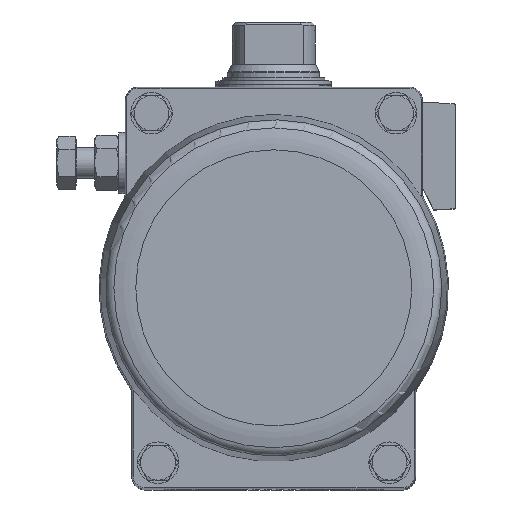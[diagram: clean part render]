
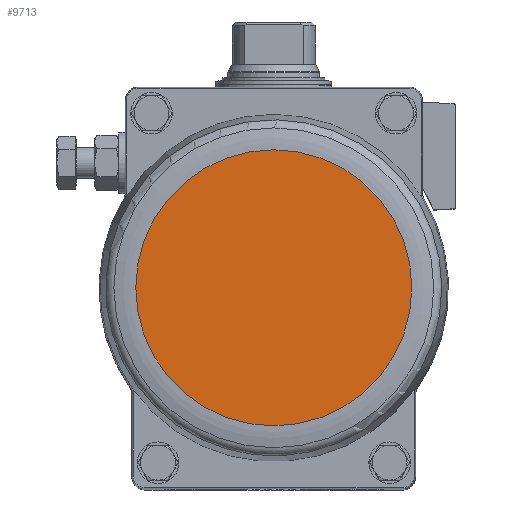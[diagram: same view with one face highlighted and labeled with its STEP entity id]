
A CAD part, top view. The second image highlights one B-rep face of the part: STEP entity #9713.
In plain terms, the highlighted planar face has unit normal (0, 0, 1).
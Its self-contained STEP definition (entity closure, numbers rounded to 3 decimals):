
#3583=ORIENTED_EDGE('',*,*,#5425,.T.);
#5425=EDGE_CURVE('',#6502,#6502,#7087,.T.);
#6502=VERTEX_POINT('',#16168);
#7087=CIRCLE('',#10691,63.2);
#7800=EDGE_LOOP('',(#3583));
#8657=FACE_BOUND('',#7800,.T.);
#9185=PLANE('',#10692);
#9713=ADVANCED_FACE('',(#8657),#9185,.F.);
#10691=AXIS2_PLACEMENT_3D('',#16167,#12926,#12927);
#10692=AXIS2_PLACEMENT_3D('',#16169,#12928,#12929);
#12926=DIRECTION('',(0.,0.,1.));
#12927=DIRECTION('',(1.,0.,0.));
#12928=DIRECTION('',(0.,0.,-1.));
#12929=DIRECTION('',(-1.,0.,0.));
#16167=CARTESIAN_POINT('',(0.,0.,187.1));
#16168=CARTESIAN_POINT('',(63.2,0.,187.1));
#16169=CARTESIAN_POINT('',(63.2,0.,187.1));
